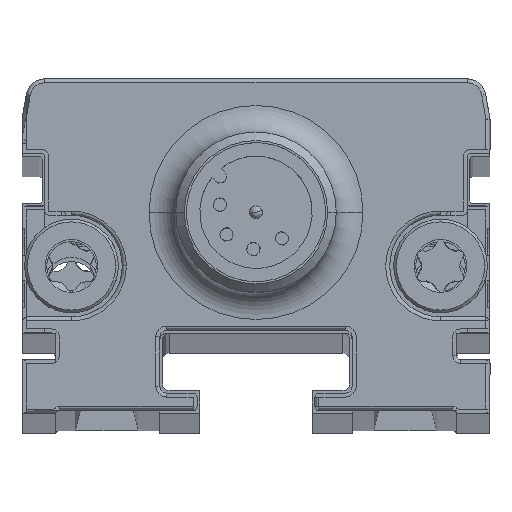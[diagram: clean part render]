
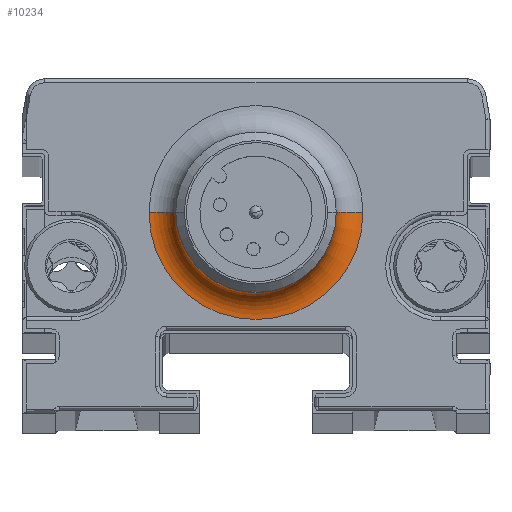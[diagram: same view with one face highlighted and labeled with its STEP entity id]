
A CAD part, top view. The second image highlights one B-rep face of the part: STEP entity #10234.
In plain terms, the highlighted toroidal (fillet/blend) face has major radius 8 mm and minor radius 2 mm.
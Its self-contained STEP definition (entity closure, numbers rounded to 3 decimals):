
#1786 = CARTESIAN_POINT ( 'NONE',  ( 0., 15., 11.8 ) ) ;
#2684 = ORIENTED_EDGE ( 'NONE', *, *, #14263, .T. ) ;
#2959 = DIRECTION ( 'NONE',  ( 0., 0., -1. ) ) ;
#3328 = AXIS2_PLACEMENT_3D ( 'NONE', #9424, #21457, #11173 ) ;
#4471 = VERTEX_POINT ( 'NONE', #19835 ) ;
#4578 = DIRECTION ( 'NONE',  ( 0., 0., 1. ) ) ;
#4632 = VERTEX_POINT ( 'NONE', #5171 ) ;
#5171 = CARTESIAN_POINT ( 'NONE',  ( 8., 15., 9.8 ) ) ;
#5198 = EDGE_CURVE ( 'NONE', #5871, #6973, #13639, .T. ) ;
#5729 = CARTESIAN_POINT ( 'NONE',  ( 8., 15., 11.8 ) ) ;
#5871 = VERTEX_POINT ( 'NONE', #7117 ) ;
#6253 = ORIENTED_EDGE ( 'NONE', *, *, #22011, .F. ) ;
#6973 = VERTEX_POINT ( 'NONE', #15146 ) ;
#7117 = CARTESIAN_POINT ( 'NONE',  ( -6., 15., 11.8 ) ) ;
#7383 = DIRECTION ( 'NONE',  ( 0., 0., -1. ) ) ;
#8384 = CIRCLE ( 'NONE', #3328, 2. ) ;
#8604 = DIRECTION ( 'NONE',  ( 1., 0., 0. ) ) ;
#9424 = CARTESIAN_POINT ( 'NONE',  ( -8., 15., 11.8 ) ) ;
#10234 = ADVANCED_FACE ( 'NONE', ( #15963 ), #18974, .F. ) ;
#11173 = DIRECTION ( 'NONE',  ( -1., 0., 0. ) ) ;
#11439 = AXIS2_PLACEMENT_3D ( 'NONE', #1786, #4578, #8604 ) ;
#12790 = AXIS2_PLACEMENT_3D ( 'NONE', #13106, #2959, #14827 ) ;
#13106 = CARTESIAN_POINT ( 'NONE',  ( 0., 15., 9.8 ) ) ;
#13162 = CIRCLE ( 'NONE', #12790, 8. ) ;
#13351 = EDGE_CURVE ( 'NONE', #4632, #4471, #13162, .T. ) ;
#13639 = CIRCLE ( 'NONE', #16308, 6. ) ;
#14070 = DIRECTION ( 'NONE',  ( 1., 0., 0. ) ) ;
#14263 = EDGE_CURVE ( 'NONE', #5871, #4471, #8384, .T. ) ;
#14827 = DIRECTION ( 'NONE',  ( 1., 0., 0. ) ) ;
#14922 = AXIS2_PLACEMENT_3D ( 'NONE', #5729, #17635, #7383 ) ;
#15146 = CARTESIAN_POINT ( 'NONE',  ( 6., 15., 11.8 ) ) ;
#15150 = DIRECTION ( 'NONE',  ( 0., 0., 1. ) ) ;
#15530 = EDGE_LOOP ( 'NONE', ( #16868, #2684, #19821, #6253 ) ) ;
#15963 = FACE_OUTER_BOUND ( 'NONE', #15530, .T. ) ;
#16308 = AXIS2_PLACEMENT_3D ( 'NONE', #21696, #15150, #14070 ) ;
#16868 = ORIENTED_EDGE ( 'NONE', *, *, #5198, .F. ) ;
#17635 = DIRECTION ( 'NONE',  ( 0., -1., 0. ) ) ;
#17903 = CIRCLE ( 'NONE', #14922, 2. ) ;
#18974 = TOROIDAL_SURFACE ( 'NONE', #11439, 8., 2. ) ;
#19821 = ORIENTED_EDGE ( 'NONE', *, *, #13351, .F. ) ;
#19835 = CARTESIAN_POINT ( 'NONE',  ( -8., 15., 9.8 ) ) ;
#21457 = DIRECTION ( 'NONE',  ( 0., 1., 0. ) ) ;
#21696 = CARTESIAN_POINT ( 'NONE',  ( 0., 15., 11.8 ) ) ;
#22011 = EDGE_CURVE ( 'NONE', #6973, #4632, #17903, .T. ) ;
